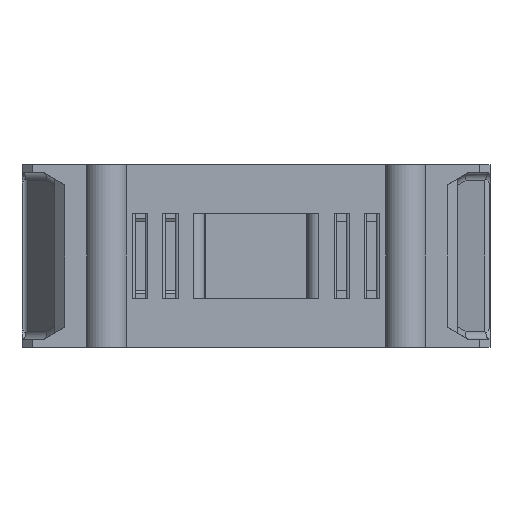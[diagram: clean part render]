
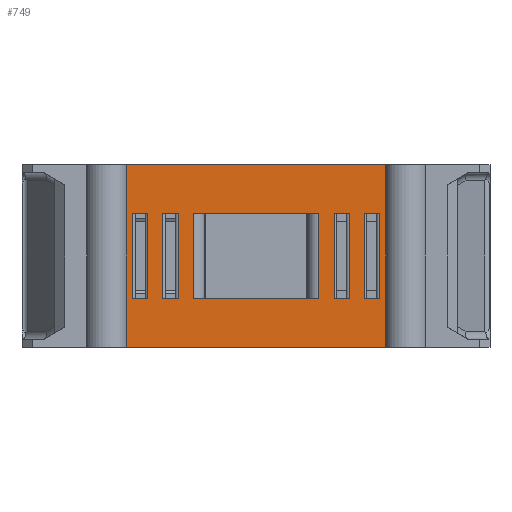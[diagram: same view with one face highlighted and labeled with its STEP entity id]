
A CAD part, front view. The second image highlights one B-rep face of the part: STEP entity #749.
In plain terms, the highlighted planar face has unit normal (0, -1, 0).
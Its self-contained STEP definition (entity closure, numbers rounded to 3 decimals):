
#375=FACE_BOUND('',#2361,.T.);
#376=FACE_BOUND('',#2362,.T.);
#377=FACE_BOUND('',#2363,.T.);
#378=FACE_BOUND('',#2364,.T.);
#379=FACE_BOUND('',#2365,.T.);
#380=FACE_BOUND('',#2366,.T.);
#749=ADVANCED_FACE('',(#375,#376,#377,#378,#379,#380),#1366,.T.);
#1366=PLANE('',#12325);
#2361=EDGE_LOOP('',(#3599,#3600,#3601,#3602));
#2362=EDGE_LOOP('',(#3603,#3604,#3605,#3606));
#2363=EDGE_LOOP('',(#3607,#3608,#3609,#3610));
#2364=EDGE_LOOP('',(#3611,#3612,#3613,#3614));
#2365=EDGE_LOOP('',(#3615,#3616,#3617,#3618));
#2366=EDGE_LOOP('',(#3619,#3620,#3621,#3622));
#3599=ORIENTED_EDGE('',*,*,#8221,.F.);
#3600=ORIENTED_EDGE('',*,*,#8222,.F.);
#3601=ORIENTED_EDGE('',*,*,#8223,.F.);
#3602=ORIENTED_EDGE('',*,*,#8146,.T.);
#3603=ORIENTED_EDGE('',*,*,#8224,.F.);
#3604=ORIENTED_EDGE('',*,*,#8225,.F.);
#3605=ORIENTED_EDGE('',*,*,#8226,.F.);
#3606=ORIENTED_EDGE('',*,*,#8227,.T.);
#3607=ORIENTED_EDGE('',*,*,#8228,.T.);
#3608=ORIENTED_EDGE('',*,*,#8229,.F.);
#3609=ORIENTED_EDGE('',*,*,#8230,.F.);
#3610=ORIENTED_EDGE('',*,*,#8231,.T.);
#3611=ORIENTED_EDGE('',*,*,#8232,.F.);
#3612=ORIENTED_EDGE('',*,*,#8233,.F.);
#3613=ORIENTED_EDGE('',*,*,#8234,.F.);
#3614=ORIENTED_EDGE('',*,*,#8177,.T.);
#3615=ORIENTED_EDGE('',*,*,#8235,.F.);
#3616=ORIENTED_EDGE('',*,*,#8236,.F.);
#3617=ORIENTED_EDGE('',*,*,#8237,.F.);
#3618=ORIENTED_EDGE('',*,*,#8238,.T.);
#3619=ORIENTED_EDGE('',*,*,#8239,.T.);
#3620=ORIENTED_EDGE('',*,*,#8240,.T.);
#3621=ORIENTED_EDGE('',*,*,#7983,.F.);
#3622=ORIENTED_EDGE('',*,*,#8241,.T.);
#6817=VERTEX_POINT('',#17003);
#6818=VERTEX_POINT('',#17005);
#6967=VERTEX_POINT('',#17324);
#6968=VERTEX_POINT('',#17326);
#6995=VERTEX_POINT('',#17387);
#6996=VERTEX_POINT('',#17389);
#7031=VERTEX_POINT('',#17488);
#7032=VERTEX_POINT('',#17490);
#7033=VERTEX_POINT('',#17493);
#7034=VERTEX_POINT('',#17494);
#7035=VERTEX_POINT('',#17496);
#7036=VERTEX_POINT('',#17498);
#7037=VERTEX_POINT('',#17501);
#7038=VERTEX_POINT('',#17502);
#7039=VERTEX_POINT('',#17504);
#7040=VERTEX_POINT('',#17506);
#7041=VERTEX_POINT('',#17509);
#7042=VERTEX_POINT('',#17511);
#7043=VERTEX_POINT('',#17514);
#7044=VERTEX_POINT('',#17515);
#7045=VERTEX_POINT('',#17517);
#7046=VERTEX_POINT('',#17519);
#7047=VERTEX_POINT('',#17522);
#7048=VERTEX_POINT('',#17523);
#7983=EDGE_CURVE('',#6817,#6818,#9667,.T.);
#8146=EDGE_CURVE('',#6968,#6967,#9782,.T.);
#8177=EDGE_CURVE('',#6996,#6995,#9805,.T.);
#8221=EDGE_CURVE('',#7031,#6967,#9836,.T.);
#8222=EDGE_CURVE('',#7032,#7031,#9837,.T.);
#8223=EDGE_CURVE('',#6968,#7032,#9838,.T.);
#8224=EDGE_CURVE('',#7033,#7034,#9839,.T.);
#8225=EDGE_CURVE('',#7035,#7033,#9840,.T.);
#8226=EDGE_CURVE('',#7036,#7035,#9841,.T.);
#8227=EDGE_CURVE('',#7036,#7034,#9842,.T.);
#8228=EDGE_CURVE('',#7037,#7038,#9843,.T.);
#8229=EDGE_CURVE('',#7039,#7038,#9844,.T.);
#8230=EDGE_CURVE('',#7040,#7039,#9845,.T.);
#8231=EDGE_CURVE('',#7040,#7037,#9846,.T.);
#8232=EDGE_CURVE('',#7041,#6995,#9847,.T.);
#8233=EDGE_CURVE('',#7042,#7041,#9848,.T.);
#8234=EDGE_CURVE('',#6996,#7042,#9849,.T.);
#8235=EDGE_CURVE('',#7043,#7044,#9850,.T.);
#8236=EDGE_CURVE('',#7045,#7043,#9851,.T.);
#8237=EDGE_CURVE('',#7046,#7045,#9852,.T.);
#8238=EDGE_CURVE('',#7046,#7044,#9853,.T.);
#8239=EDGE_CURVE('',#7047,#7048,#9854,.T.);
#8240=EDGE_CURVE('',#7048,#6818,#9855,.T.);
#8241=EDGE_CURVE('',#6817,#7047,#9856,.T.);
#9667=LINE('',#17004,#10991);
#9782=LINE('',#17325,#11106);
#9805=LINE('',#17388,#11129);
#9836=LINE('',#17487,#11161);
#9837=LINE('',#17489,#11162);
#9838=LINE('',#17491,#11163);
#9839=LINE('',#17492,#11164);
#9840=LINE('',#17495,#11165);
#9841=LINE('',#17497,#11166);
#9842=LINE('',#17499,#11167);
#9843=LINE('',#17500,#11168);
#9844=LINE('',#17503,#11169);
#9845=LINE('',#17505,#11170);
#9846=LINE('',#17507,#11171);
#9847=LINE('',#17508,#11172);
#9848=LINE('',#17510,#11173);
#9849=LINE('',#17512,#11174);
#9850=LINE('',#17513,#11175);
#9851=LINE('',#17516,#11176);
#9852=LINE('',#17518,#11177);
#9853=LINE('',#17520,#11178);
#9854=LINE('',#17521,#11179);
#9855=LINE('',#17524,#11180);
#9856=LINE('',#17525,#11181);
#10991=VECTOR('',#13498,1.);
#11106=VECTOR('',#13725,1.);
#11129=VECTOR('',#13772,1.);
#11161=VECTOR('',#13842,1.);
#11162=VECTOR('',#13843,1.);
#11163=VECTOR('',#13844,1.);
#11164=VECTOR('',#13845,1.);
#11165=VECTOR('',#13846,1.);
#11166=VECTOR('',#13847,1.);
#11167=VECTOR('',#13848,1.);
#11168=VECTOR('',#13849,1.);
#11169=VECTOR('',#13850,1.);
#11170=VECTOR('',#13851,1.);
#11171=VECTOR('',#13852,1.);
#11172=VECTOR('',#13853,1.);
#11173=VECTOR('',#13854,1.);
#11174=VECTOR('',#13855,1.);
#11175=VECTOR('',#13856,1.);
#11176=VECTOR('',#13857,1.);
#11177=VECTOR('',#13858,1.);
#11178=VECTOR('',#13859,1.);
#11179=VECTOR('',#13860,1.);
#11180=VECTOR('',#13861,1.);
#11181=VECTOR('',#13862,1.);
#12325=AXIS2_PLACEMENT_3D('',#17526,#13863,#13864);
#13498=DIRECTION('',(1.,0.,0.));
#13725=DIRECTION('',(1.,0.,0.));
#13772=DIRECTION('',(1.,0.,0.));
#13842=DIRECTION('',(0.,0.,1.));
#13843=DIRECTION('',(1.,0.,0.));
#13844=DIRECTION('',(0.,0.,-1.));
#13845=DIRECTION('',(0.,0.,1.));
#13846=DIRECTION('',(1.,0.,0.));
#13847=DIRECTION('',(0.,0.,-1.));
#13848=DIRECTION('',(1.,0.,0.));
#13849=DIRECTION('',(0.,0.,-1.));
#13850=DIRECTION('',(1.,0.,0.));
#13851=DIRECTION('',(0.,0.,-1.));
#13852=DIRECTION('',(1.,0.,0.));
#13853=DIRECTION('',(0.,0.,1.));
#13854=DIRECTION('',(1.,0.,0.));
#13855=DIRECTION('',(0.,0.,-1.));
#13856=DIRECTION('',(0.,0.,1.));
#13857=DIRECTION('',(1.,0.,0.));
#13858=DIRECTION('',(0.,0.,-1.));
#13859=DIRECTION('',(1.,0.,0.));
#13860=DIRECTION('',(1.,0.,0.));
#13861=DIRECTION('',(0.,0.,1.));
#13862=DIRECTION('',(0.,0.,-1.));
#13863=DIRECTION('',(0.,-1.,0.));
#13864=DIRECTION('',(0.,0.,1.));
#17003=CARTESIAN_POINT('',(-25.827,-103.3,36.3));
#17004=CARTESIAN_POINT('',(0.,-103.3,36.3));
#17005=CARTESIAN_POINT('',(25.827,-103.3,36.3));
#17324=CARTESIAN_POINT('',(24.5,-103.3,26.65));
#17325=CARTESIAN_POINT('',(23.,-103.3,26.65));
#17326=CARTESIAN_POINT('',(21.5,-103.3,26.65));
#17387=CARTESIAN_POINT('',(-15.5,-103.3,26.65));
#17388=CARTESIAN_POINT('',(-17.,-103.3,26.65));
#17389=CARTESIAN_POINT('',(-18.5,-103.3,26.65));
#17487=CARTESIAN_POINT('',(24.5,-103.3,26.65));
#17488=CARTESIAN_POINT('',(24.5,-103.3,9.65));
#17489=CARTESIAN_POINT('',(23.,-103.3,9.65));
#17490=CARTESIAN_POINT('',(21.5,-103.3,9.65));
#17491=CARTESIAN_POINT('',(21.5,-103.3,36.3));
#17492=CARTESIAN_POINT('',(18.5,-103.3,26.65));
#17493=CARTESIAN_POINT('',(18.5,-103.3,9.65));
#17494=CARTESIAN_POINT('',(18.5,-103.3,26.65));
#17495=CARTESIAN_POINT('',(17.,-103.3,9.65));
#17496=CARTESIAN_POINT('',(15.5,-103.3,9.65));
#17497=CARTESIAN_POINT('',(15.5,-103.3,36.3));
#17498=CARTESIAN_POINT('',(15.5,-103.3,26.65));
#17499=CARTESIAN_POINT('',(17.,-103.3,26.65));
#17500=CARTESIAN_POINT('',(12.5,-103.3,26.65));
#17501=CARTESIAN_POINT('',(12.5,-103.3,26.65));
#17502=CARTESIAN_POINT('',(12.5,-103.3,9.65));
#17503=CARTESIAN_POINT('',(0.,-103.3,9.65));
#17504=CARTESIAN_POINT('',(-12.5,-103.3,9.65));
#17505=CARTESIAN_POINT('',(-12.5,-103.3,26.65));
#17506=CARTESIAN_POINT('',(-12.5,-103.3,26.65));
#17507=CARTESIAN_POINT('',(0.,-103.3,26.65));
#17508=CARTESIAN_POINT('',(-15.5,-103.3,26.65));
#17509=CARTESIAN_POINT('',(-15.5,-103.3,9.65));
#17510=CARTESIAN_POINT('',(-17.,-103.3,9.65));
#17511=CARTESIAN_POINT('',(-18.5,-103.3,9.65));
#17512=CARTESIAN_POINT('',(-18.5,-103.3,36.3));
#17513=CARTESIAN_POINT('',(-21.5,-103.3,26.65));
#17514=CARTESIAN_POINT('',(-21.5,-103.3,9.65));
#17515=CARTESIAN_POINT('',(-21.5,-103.3,26.65));
#17516=CARTESIAN_POINT('',(-23.,-103.3,9.65));
#17517=CARTESIAN_POINT('',(-24.5,-103.3,9.65));
#17518=CARTESIAN_POINT('',(-24.5,-103.3,36.3));
#17519=CARTESIAN_POINT('',(-24.5,-103.3,26.65));
#17520=CARTESIAN_POINT('',(-23.,-103.3,26.65));
#17521=CARTESIAN_POINT('',(0.,-103.3,0.));
#17522=CARTESIAN_POINT('',(-25.827,-103.3,0.));
#17523=CARTESIAN_POINT('',(25.827,-103.3,0.));
#17524=CARTESIAN_POINT('',(25.827,-103.3,36.3));
#17525=CARTESIAN_POINT('',(-25.827,-103.3,36.3));
#17526=CARTESIAN_POINT('',(0.,-103.3,36.3));
